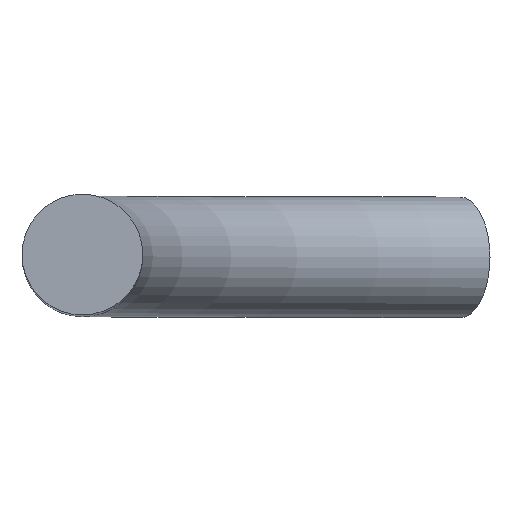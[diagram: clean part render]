
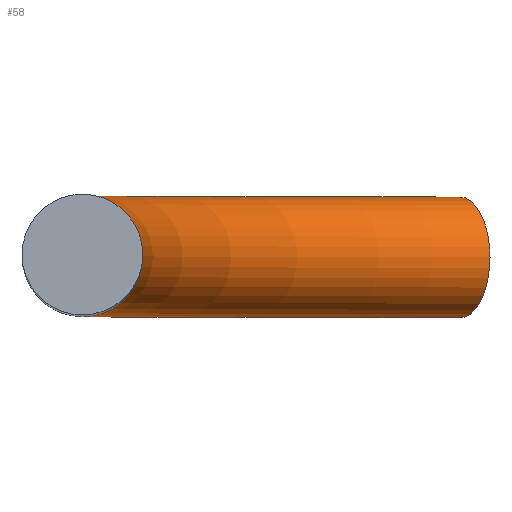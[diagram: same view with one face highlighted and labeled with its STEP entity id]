
A CAD part, top view. The second image highlights one B-rep face of the part: STEP entity #58.
In plain terms, the highlighted toroidal (fillet/blend) face has major radius 12.5 mm and minor radius 1 mm.
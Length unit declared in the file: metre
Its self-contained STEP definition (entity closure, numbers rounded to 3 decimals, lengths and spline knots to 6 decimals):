
#20=TOROIDAL_SURFACE('',#103,0.0125,0.001);
#26=ORIENTED_EDGE('',*,*,#29,.F.);
#27=ORIENTED_EDGE('',*,*,#30,.T.);
#29=EDGE_CURVE('',#32,#32,#35,.T.);
#30=EDGE_CURVE('',#33,#33,#36,.T.);
#32=VERTEX_POINT('',#126);
#33=VERTEX_POINT('',#129);
#35=CIRCLE('',#100,0.001);
#36=CIRCLE('',#102,0.001);
#41=EDGE_LOOP('',(#26));
#42=EDGE_LOOP('',(#27));
#47=FACE_BOUND('',#41,.T.);
#48=FACE_BOUND('',#42,.T.);
#58=ADVANCED_FACE('',(#47,#48),#20,.T.);
#100=AXIS2_PLACEMENT_3D('',#125,#112,#113);
#102=AXIS2_PLACEMENT_3D('',#128,#116,#117);
#103=AXIS2_PLACEMENT_3D('',#130,#118,#119);
#112=DIRECTION('',(0.866,0.,-0.5));
#113=DIRECTION('',(-0.5,0.,-0.866));
#116=DIRECTION('',(0.,0.,-1.));
#117=DIRECTION('',(-1.,0.,0.));
#118=DIRECTION('',(0.,-1.,0.));
#119=DIRECTION('',(0.,0.,-1.));
#125=CARTESIAN_POINT('',(-0.00625,0.,-0.010825));
#126=CARTESIAN_POINT('',(-0.00675,0.,-0.011691));
#128=CARTESIAN_POINT('',(-0.0125,0.,0.));
#129=CARTESIAN_POINT('',(-0.0135,0.,0.));
#130=CARTESIAN_POINT('',(0.,0.,0.));
